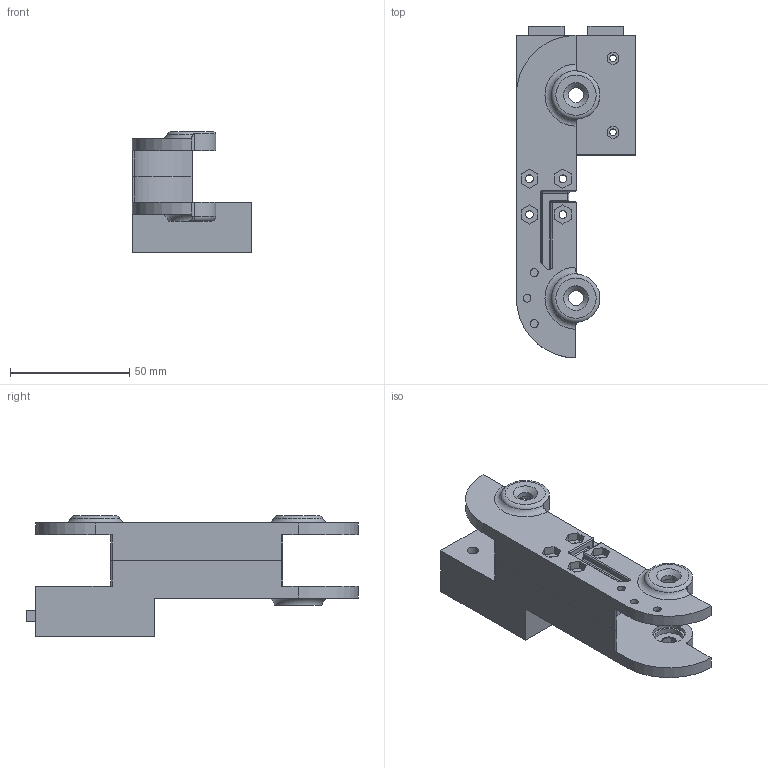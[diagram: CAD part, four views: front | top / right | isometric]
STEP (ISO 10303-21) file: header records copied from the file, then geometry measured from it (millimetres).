
FILE_DESCRIPTION(/* description */ (''),/* implementation_level */ '2;1');
FILE_NAME(/* name */ '',/* time_stamp */ '2026-01-04T15:43:45+03:00',/* author */ ('I9232'),/* organization */ (''),/* preprocessor_version */ 'ST-DEVELOPER v19.2',/* originating_system */ 'Autodesk Inventor 2023',/* authorisation */ '');
FILE_SCHEMA (('AUTOMOTIVE_DESIGN { 1 0 10303 214 3 1 1 }'));
Length unit declared in the file: millimetre
Products named in the file (1): Крепление_ведомых_
шестерн
Bounding box: 50 x 139 x 50.5 mm (x, y, z)
Volume: 99521.9 mm3; surface area: 31408.1 mm2
Topology: 2 solids, 2 shells, 202 faces, 489 edges, 319 vertices
Faces by surface type: plane 100, cylinder 81, torus 15, bspline 2, sphere 2, cone 2
Full cylindrical faces by diameter (mm): 2.8 x4, 3 x6, 3.2 x8, 3.3 x3, 4 x1, 5 x7, 6.3 x3, 10.6 x1, 12 x3, 13.6 x3, 23 x1
Entity records: 6174 total; most frequent: CARTESIAN_POINT 1163, DIRECTION 1072, ORIENTED_EDGE 978, EDGE_CURVE 489, AXIS2_PLACEMENT_3D 397, VERTEX_POINT 319, LINE 278, VECTOR 278
